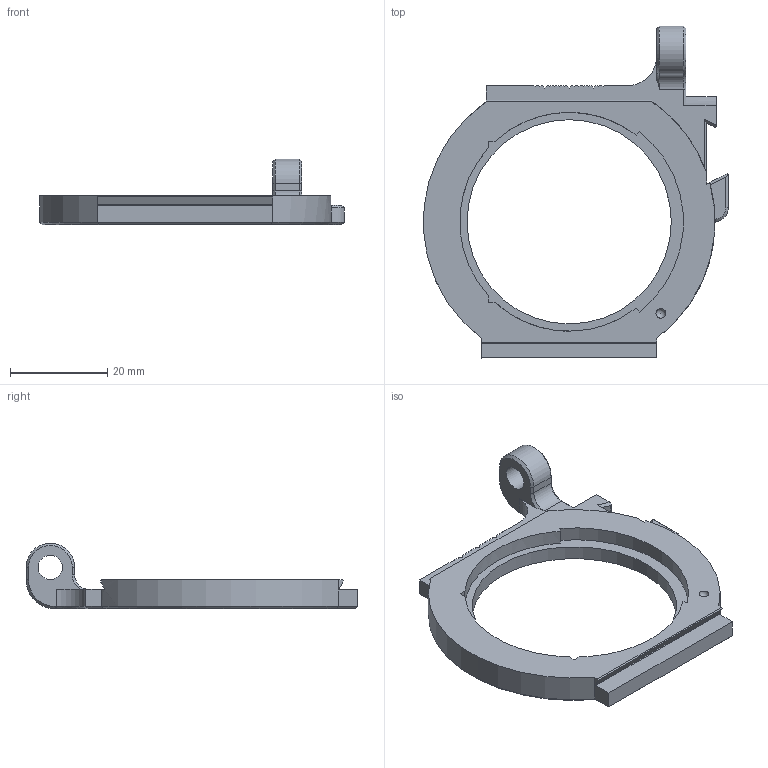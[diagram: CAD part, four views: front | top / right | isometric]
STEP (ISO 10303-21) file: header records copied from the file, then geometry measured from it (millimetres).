
FILE_DESCRIPTION(/* description */ (''),/* implementation_level */ '2;1');
FILE_NAME(/* name */ 'shiftBaseBottomPlate_PENF',/* time_stamp */ '2023-09-29T15:53:49-04:00',/* author */ ('George'),/* organization */ ('Archive 663'),/* preprocessor_version */ 'ST-DEVELOPER v16.7',/* originating_system */ 'Solid Edge',/* authorisation */ 'Unknown');
FILE_SCHEMA (('AUTOMOTIVE_DESIGN {1 0 10303 214 3 1 1}'));
Length unit declared in the file: millimetre
Products named in the file (2): shiftAdapter_PENF; shiftBaseBottomPlate_PENF
Assembly tree (1 placements, depth 2):
  shiftAdapter_PENF
    shiftBaseBottomPlate_PENF
Bounding box: 62.69 x 68.25 x 13.53 mm (x, y, z)
Volume: 8463.9 mm3; surface area: 5723.9 mm2
Topology: 1 solids, 1 shells, 135 faces, 365 edges, 234 vertices
Faces by surface type: plane 107, cylinder 16, cone 11, sphere 1
Full cylindrical faces by diameter (mm): 1.4 x1, 5 x1, 42 x1
Entity records: 4193 total; most frequent: CARTESIAN_POINT 759, ORIENTED_EDGE 716, DIRECTION 676, EDGE_CURVE 358, LINE 296, VECTOR 296, VERTEX_POINT 231, AXIS2_PLACEMENT_3D 190
